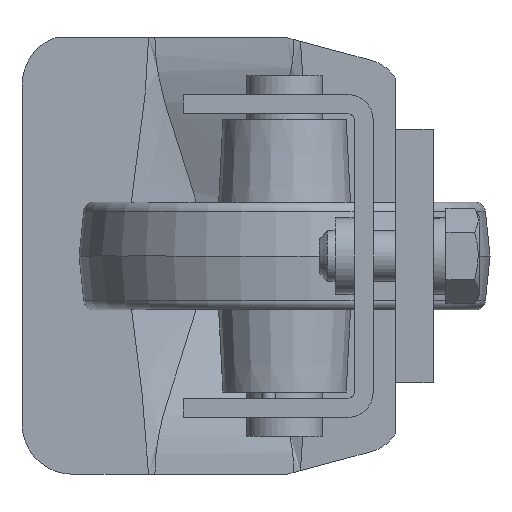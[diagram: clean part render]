
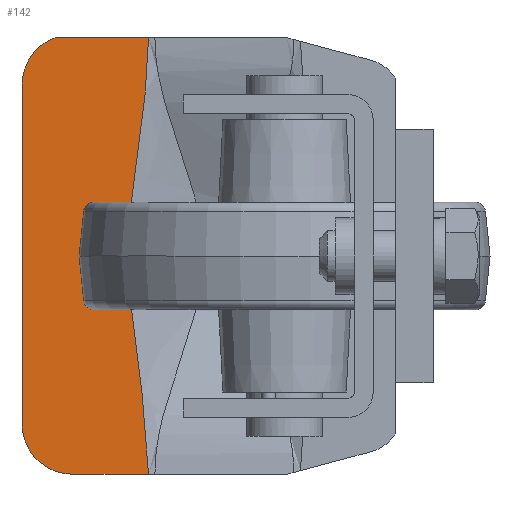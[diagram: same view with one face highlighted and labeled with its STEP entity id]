
A CAD part, left-side view. The second image highlights one B-rep face of the part: STEP entity #142.
In plain terms, the highlighted planar face has unit normal (-1, 0, 0).
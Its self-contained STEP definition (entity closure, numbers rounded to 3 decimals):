
#142=ADVANCED_FACE('',(#1932),#1934,.T.);
#1932=FACE_BOUND('',#1933,.T.);
#1933=EDGE_LOOP('',(#9357,#9358,#9359,#9360,#9361,#9362));
#1934=PLANE('',#1935);
#1935=AXIS2_PLACEMENT_3D('',#1936,#1937,#1938);
#1936=CARTESIAN_POINT('',(42.558,-18.499,-32.413));
#1937=DIRECTION('',(-1.,0.,0.));
#1938=DIRECTION('',(0.,-1.,0.));
#9357=ORIENTED_EDGE('',*,*,#15119,.T.);
#9358=ORIENTED_EDGE('',*,*,#15120,.F.);
#9359=ORIENTED_EDGE('',*,*,#15121,.T.);
#9360=ORIENTED_EDGE('',*,*,#15083,.T.);
#9361=ORIENTED_EDGE('',*,*,#15109,.T.);
#9362=ORIENTED_EDGE('',*,*,#15093,.F.);
#15083=EDGE_CURVE('',#18220,#18218,#18221,.T.);
#15093=EDGE_CURVE('',#18235,#18237,#18238,.T.);
#15109=EDGE_CURVE('',#18218,#18237,#18263,.T.);
#15119=EDGE_CURVE('',#18235,#18278,#18279,.T.);
#15120=EDGE_CURVE('',#18280,#18278,#18281,.T.);
#15121=EDGE_CURVE('',#18280,#18220,#18282,.T.);
#18218=VERTEX_POINT('',#24341);
#18220=VERTEX_POINT('',#24345);
#18221=LINE('',#24346,#24347);
#18235=VERTEX_POINT('',#24400);
#18237=VERTEX_POINT('',#24404);
#18238=LINE('',#24405,#24406);
#18263=B_SPLINE_CURVE_WITH_KNOTS('',3,
(#24466,#24467,#24468,#24469,#24470,#24471,#24472,#24473,#24474,#24475,#24476,#24477,
#24478,#24479,#24480,#24481,#24482,#24483,#24484),
.UNSPECIFIED.,.F.,.F.,
(4,1,1,1,1,1,1,1,1,1,1,1,1,1,1,1,4),
(0.,0.061,0.123,0.185,0.248,0.311,
0.374,0.437,0.5,0.563,0.626,0.689,
0.752,0.815,0.877,0.939,1.),
.UNSPECIFIED.);
#18278=VERTEX_POINT('',#24526);
#18279=CIRCLE('',#24527,8.);
#18280=VERTEX_POINT('',#24531);
#18281=B_SPLINE_CURVE_WITH_KNOTS('',3,
(#24532,#24533,#24534,#24535,#24536),
.UNSPECIFIED.,.F.,.F.,
(4,1,4),
(0.,0.495,1.),
.UNSPECIFIED.);
#18282=CIRCLE('',#24537,8.);
#24341=CARTESIAN_POINT('',(42.558,-30.145,-66.913));
#24345=CARTESIAN_POINT('',(42.558,-18.145,-66.913));
#24346=CARTESIAN_POINT('',(42.558,-18.145,-66.913));
#24347=VECTOR('',#24348,1.);
#24348=DIRECTION('',(0.,-1.,0.));
#24400=CARTESIAN_POINT('',(42.558,-15.361,2.087));
#24404=CARTESIAN_POINT('',(42.558,-30.145,2.087));
#24405=CARTESIAN_POINT('',(42.558,-15.361,2.087));
#24406=VECTOR('',#24407,1.);
#24407=DIRECTION('',(0.,-1.,0.));
#24466=CARTESIAN_POINT('',(42.558,-30.145,-66.913));
#24467=CARTESIAN_POINT('',(42.558,-30.145,-65.48));
#24468=CARTESIAN_POINT('',(42.558,-30.044,-62.614));
#24469=CARTESIAN_POINT('',(42.558,-29.663,-58.327));
#24470=CARTESIAN_POINT('',(42.558,-29.127,-54.032));
#24471=CARTESIAN_POINT('',(42.558,-28.511,-49.729));
#24472=CARTESIAN_POINT('',(42.558,-27.892,-45.413));
#24473=CARTESIAN_POINT('',(42.558,-27.347,-41.088));
#24474=CARTESIAN_POINT('',(42.558,-26.957,-36.754));
#24475=CARTESIAN_POINT('',(42.558,-26.8,-32.413));
#24476=CARTESIAN_POINT('',(42.558,-26.957,-28.072));
#24477=CARTESIAN_POINT('',(42.558,-27.347,-23.738));
#24478=CARTESIAN_POINT('',(42.558,-27.892,-19.413));
#24479=CARTESIAN_POINT('',(42.558,-28.511,-15.097));
#24480=CARTESIAN_POINT('',(42.558,-29.127,-10.794));
#24481=CARTESIAN_POINT('',(42.558,-29.663,-6.499));
#24482=CARTESIAN_POINT('',(42.558,-30.044,-2.212));
#24483=CARTESIAN_POINT('',(42.558,-30.145,0.654));
#24484=CARTESIAN_POINT('',(42.558,-30.145,2.087));
#24526=CARTESIAN_POINT('',(42.558,-10.145,-5.413));
#24527=AXIS2_PLACEMENT_3D('',#24528,#24529,#24530);
#24528=CARTESIAN_POINT('',(42.558,-18.145,-5.413));
#24529=DIRECTION('',(-1.,0.,0.));
#24530=DIRECTION('',(0.,0.348,0.938));
#24531=CARTESIAN_POINT('',(42.558,-10.145,-58.913));
#24532=CARTESIAN_POINT('',(42.558,-10.145,-58.913));
#24533=CARTESIAN_POINT('',(42.558,-10.145,-50.08));
#24534=CARTESIAN_POINT('',(42.558,-10.145,-32.246));
#24535=CARTESIAN_POINT('',(42.558,-10.145,-14.413));
#24536=CARTESIAN_POINT('',(42.558,-10.145,-5.413));
#24537=AXIS2_PLACEMENT_3D('',#24538,#24539,#24540);
#24538=CARTESIAN_POINT('',(42.558,-18.145,-58.913));
#24539=DIRECTION('',(-1.,0.,0.));
#24540=DIRECTION('',(0.,1.,0.));
